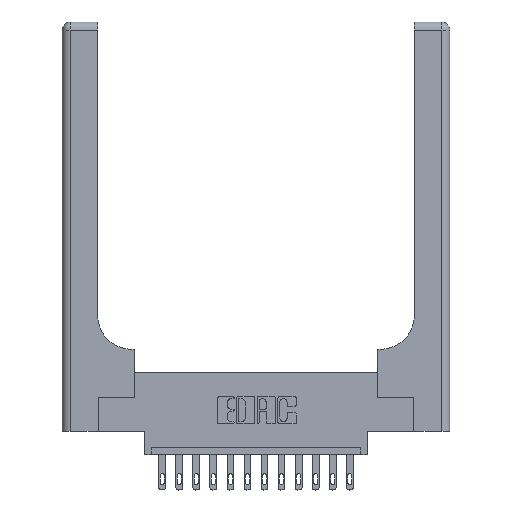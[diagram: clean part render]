
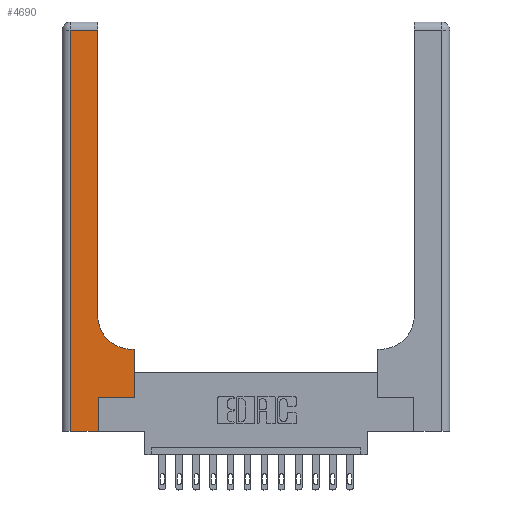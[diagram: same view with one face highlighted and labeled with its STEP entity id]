
A CAD part, top view. The second image highlights one B-rep face of the part: STEP entity #4690.
In plain terms, the highlighted planar face has unit normal (0, 0, 1).
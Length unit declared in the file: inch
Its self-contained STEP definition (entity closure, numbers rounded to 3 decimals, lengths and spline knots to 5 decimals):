
#110 = ORIENTED_EDGE ( 'NONE', *, *, #10560, .T. ) ;
#451 = DIRECTION ( 'NONE',  ( 0., 1., 0. ) ) ;
#623 = VERTEX_POINT ( 'NONE', #12441 ) ;
#653 = LINE ( 'NONE', #11529, #2035 ) ;
#679 = DIRECTION ( 'NONE',  ( 1., 0., 0. ) ) ;
#690 = VECTOR ( 'NONE', #4957, 39.37008 ) ;
#692 = ORIENTED_EDGE ( 'NONE', *, *, #1717, .T. ) ;
#761 = PLANE ( 'NONE',  #15440 ) ;
#843 = LINE ( 'NONE', #7526, #3746 ) ;
#862 = CARTESIAN_POINT ( 'NONE',  ( 0.06, 3., 0.37 ) ) ;
#930 = EDGE_LOOP ( 'NONE', ( #110, #15478, #9953, #1221, #1581, #13794, #13549, #692, #9064 ) ) ;
#1041 = CARTESIAN_POINT ( 'NONE',  ( 0.528, 0.25, 0.37 ) ) ;
#1221 = ORIENTED_EDGE ( 'NONE', *, *, #12596, .T. ) ;
#1440 = EDGE_CURVE ( 'NONE', #6850, #13517, #12378, .T. ) ;
#1581 = ORIENTED_EDGE ( 'NONE', *, *, #1440, .T. ) ;
#1717 = EDGE_CURVE ( 'NONE', #8571, #12674, #6762, .T. ) ;
#2035 = VECTOR ( 'NONE', #15401, 39.37008 ) ;
#2273 = DIRECTION ( 'NONE',  ( 0., 1., 0. ) ) ;
#2582 = CARTESIAN_POINT ( 'NONE',  ( 0.26, 2.94, 0.37 ) ) ;
#2612 = CARTESIAN_POINT ( 'NONE',  ( 0.265, 0.25, 0.37 ) ) ;
#3087 = CARTESIAN_POINT ( 'NONE',  ( 0.26, 0.85, 0.37 ) ) ;
#3746 = VECTOR ( 'NONE', #679, 39.37008 ) ;
#3817 = DIRECTION ( 'NONE',  ( 1., 0., 0. ) ) ;
#4377 = VECTOR ( 'NONE', #3817, 39.37008 ) ;
#4690 = ADVANCED_FACE ( 'NONE', ( #7615 ), #761, .F. ) ;
#4843 = DIRECTION ( 'NONE',  ( 0., 0., -1. ) ) ;
#4899 = VERTEX_POINT ( 'NONE', #2582 ) ;
#4957 = DIRECTION ( 'NONE',  ( 0., 1., 0. ) ) ;
#5094 = EDGE_CURVE ( 'NONE', #4899, #12374, #653, .T. ) ;
#5203 = VECTOR ( 'NONE', #15701, 39.37008 ) ;
#5838 = CARTESIAN_POINT ( 'NONE',  ( 0.265, 0., 0.37 ) ) ;
#6034 = CARTESIAN_POINT ( 'NONE',  ( 0.265, 0., 0.37 ) ) ;
#6296 = AXIS2_PLACEMENT_3D ( 'NONE', #15445, #13137, #15528 ) ;
#6762 = LINE ( 'NONE', #12104, #16824 ) ;
#6850 = VERTEX_POINT ( 'NONE', #6034 ) ;
#7526 = CARTESIAN_POINT ( 'NONE',  ( 0., 0., 0.37 ) ) ;
#7615 = FACE_OUTER_BOUND ( 'NONE', #930, .T. ) ;
#7877 = CARTESIAN_POINT ( 'NONE',  ( 0.51, 0.6, 0.37 ) ) ;
#7906 = CARTESIAN_POINT ( 'NONE',  ( 0.265, 0.25, 0.37 ) ) ;
#8571 = VERTEX_POINT ( 'NONE', #16290 ) ;
#9064 = ORIENTED_EDGE ( 'NONE', *, *, #15512, .T. ) ;
#9267 = CARTESIAN_POINT ( 'NONE',  ( 0.06, 2.94, 0.37 ) ) ;
#9953 = ORIENTED_EDGE ( 'NONE', *, *, #15499, .T. ) ;
#10239 = DIRECTION ( 'NONE',  ( -1., 0., 0. ) ) ;
#10279 = LINE ( 'NONE', #15293, #16714 ) ;
#10451 = VECTOR ( 'NONE', #451, 39.37008 ) ;
#10560 = EDGE_CURVE ( 'NONE', #16641, #4899, #10279, .T. ) ;
#11529 = CARTESIAN_POINT ( 'NONE',  ( 0., 2.94, 0.37 ) ) ;
#12104 = CARTESIAN_POINT ( 'NONE',  ( 0.26, 0.6, 0.37 ) ) ;
#12201 = EDGE_CURVE ( 'NONE', #623, #8571, #16832, .T. ) ;
#12286 = VERTEX_POINT ( 'NONE', #13222 ) ;
#12374 = VERTEX_POINT ( 'NONE', #9267 ) ;
#12378 = LINE ( 'NONE', #5838, #10451 ) ;
#12441 = CARTESIAN_POINT ( 'NONE',  ( 0.528, 0.25, 0.37 ) ) ;
#12596 = EDGE_CURVE ( 'NONE', #12286, #6850, #843, .T. ) ;
#12674 = VERTEX_POINT ( 'NONE', #7877 ) ;
#13137 = DIRECTION ( 'NONE',  ( 0., 0., -1. ) ) ;
#13222 = CARTESIAN_POINT ( 'NONE',  ( 0.06, 0., 0.37 ) ) ;
#13517 = VERTEX_POINT ( 'NONE', #7906 ) ;
#13549 = ORIENTED_EDGE ( 'NONE', *, *, #12201, .T. ) ;
#13794 = ORIENTED_EDGE ( 'NONE', *, *, #15571, .T. ) ;
#14161 = LINE ( 'NONE', #2612, #4377 ) ;
#14354 = DIRECTION ( 'NONE',  ( -1., 0., 0. ) ) ;
#14904 = CIRCLE ( 'NONE', #6296, 0.25 ) ;
#15293 = CARTESIAN_POINT ( 'NONE',  ( 0.26, 3., 0.37 ) ) ;
#15401 = DIRECTION ( 'NONE',  ( -1., 0., 0. ) ) ;
#15440 = AXIS2_PLACEMENT_3D ( 'NONE', #16806, #4843, #10239 ) ;
#15445 = CARTESIAN_POINT ( 'NONE',  ( 0.51, 0.85, 0.37 ) ) ;
#15478 = ORIENTED_EDGE ( 'NONE', *, *, #5094, .T. ) ;
#15499 = EDGE_CURVE ( 'NONE', #12374, #12286, #16923, .T. ) ;
#15512 = EDGE_CURVE ( 'NONE', #12674, #16641, #14904, .T. ) ;
#15528 = DIRECTION ( 'NONE',  ( 1., 0., 0. ) ) ;
#15571 = EDGE_CURVE ( 'NONE', #13517, #623, #14161, .T. ) ;
#15701 = DIRECTION ( 'NONE',  ( 0., -1., 0. ) ) ;
#16290 = CARTESIAN_POINT ( 'NONE',  ( 0.528, 0.6, 0.37 ) ) ;
#16641 = VERTEX_POINT ( 'NONE', #3087 ) ;
#16714 = VECTOR ( 'NONE', #2273, 39.37008 ) ;
#16806 = CARTESIAN_POINT ( 'NONE',  ( 0., 3., 0.37 ) ) ;
#16824 = VECTOR ( 'NONE', #14354, 39.37008 ) ;
#16832 = LINE ( 'NONE', #1041, #690 ) ;
#16923 = LINE ( 'NONE', #862, #5203 ) ;
